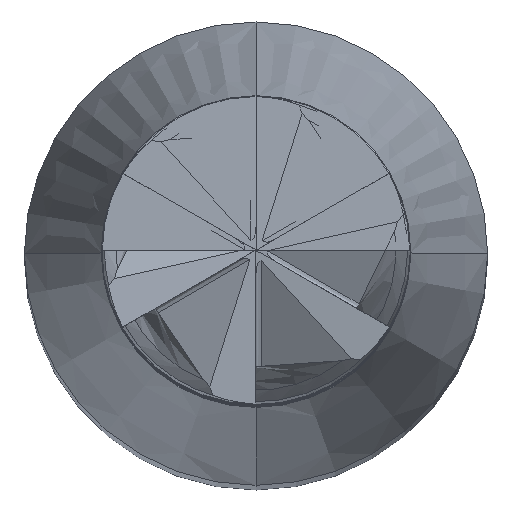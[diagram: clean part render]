
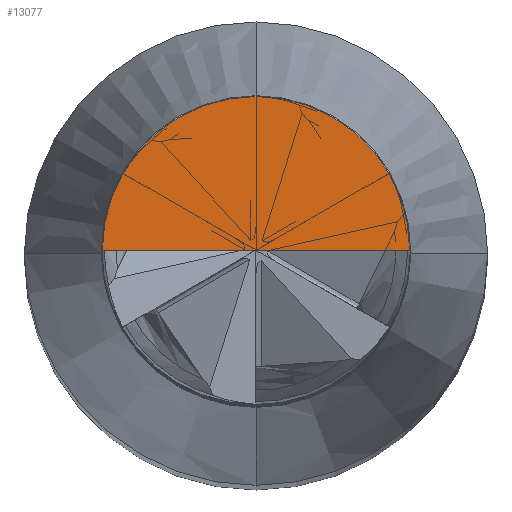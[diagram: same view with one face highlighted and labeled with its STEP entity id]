
A CAD part, top view. The second image highlights one B-rep face of the part: STEP entity #13077.
In plain terms, the highlighted planar face has unit normal (0, 0, 1).
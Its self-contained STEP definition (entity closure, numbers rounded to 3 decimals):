
#13003=DIRECTION('',(-1.,0.,0.));
#13004=VECTOR('',#13003,3.98);
#13005=CARTESIAN_POINT('',(1.99,0.,62.));
#13006=LINE('',#13005,#13004);
#13017=CARTESIAN_POINT('',(0.,0.,62.));
#13018=DIRECTION('',(0.,0.,1.));
#13019=DIRECTION('',(1.,0.,0.));
#13020=AXIS2_PLACEMENT_3D('',#13017,#13018,#13019);
#13050=CARTESIAN_POINT('',(1.99,0.,62.));
#13051=CARTESIAN_POINT('',(-1.99,0.,62.));
#13052=VERTEX_POINT('',#13050);
#13053=VERTEX_POINT('',#13051);
#13066=CARTESIAN_POINT('',(0.,0.,62.));
#13067=DIRECTION('',(0.,0.,1.));
#13068=DIRECTION('',(-0.93,0.368,0.));
#13069=AXIS2_PLACEMENT_3D('',#13066,#13067,#13068);
#13070=PLANE('',#13069);
#13072=ORIENTED_EDGE('',*,*,#13071,.T.);
#13074=ORIENTED_EDGE('',*,*,#13073,.F.);
#13075=EDGE_LOOP('',(#13072,#13074));
#13076=FACE_OUTER_BOUND('',#13075,.F.);
#13021=CIRCLE('',#13020,1.99);
#13071=EDGE_CURVE('',#13052,#13053,#13006,.T.);
#13073=EDGE_CURVE('',#13052,#13053,#13021,.T.);
#13077=ADVANCED_FACE('',(#13076),#13070,.T.);
